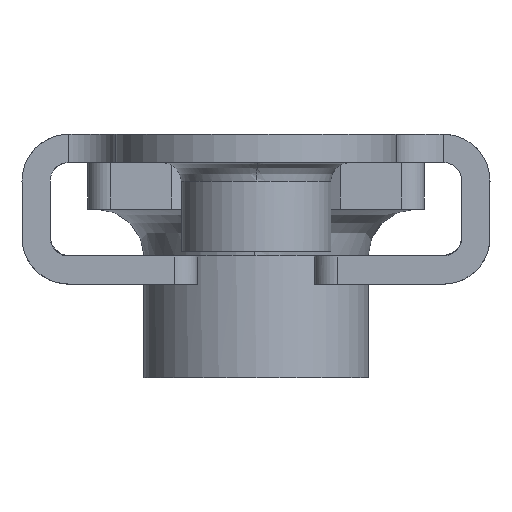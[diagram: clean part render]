
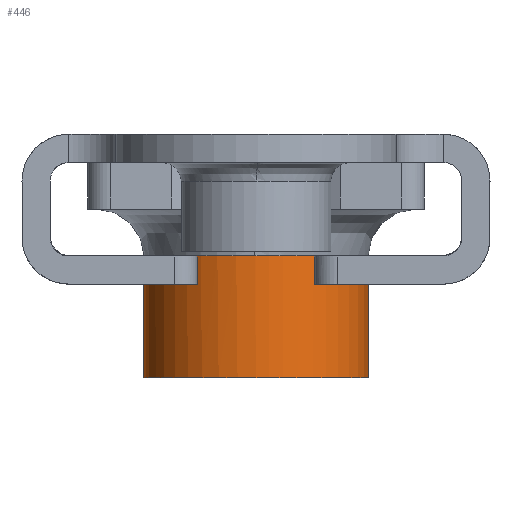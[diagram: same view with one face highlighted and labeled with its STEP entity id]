
A CAD part, left-side view. The second image highlights one B-rep face of the part: STEP entity #446.
In plain terms, the highlighted free-form (B-spline) face has degree [2, 1] with [5, 2] control points.
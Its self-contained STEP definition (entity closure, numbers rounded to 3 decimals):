
#10=CARTESIAN_POINT('',(-2.4,0.,-5.2));
#11=VERTEX_POINT('',#10);
#12=CARTESIAN_POINT('',(-0.147,2.396,-5.2));
#13=VERTEX_POINT('',#12);
#14=CARTESIAN_POINT('',(-2.4,0.,-5.2));
#15=CARTESIAN_POINT('',(-2.4,2.258,-5.2));
#16=CARTESIAN_POINT('',(-0.147,2.396,-5.2));
#24=(BOUNDED_CURVE()B_SPLINE_CURVE(2,(#14,#15,#16),.UNSPECIFIED.,.F.,.U.)B_SPLINE_CURVE_WITH_KNOTS((3,3),(0.0,0.239),.UNSPECIFIED.)CURVE()GEOMETRIC_REPRESENTATION_ITEM()RATIONAL_B_SPLINE_CURVE((1.0,0.72,0.976))REPRESENTATION_ITEM(''));
#25=EDGE_CURVE('',#11,#13,#24,.T.);
#44=CARTESIAN_POINT('',(0.147,-2.396,-5.2));
#45=VERTEX_POINT('',#44);
#59=CARTESIAN_POINT('',(0.147,-2.396,-5.2));
#60=CARTESIAN_POINT('',(0.073,-2.4,-5.2));
#61=CARTESIAN_POINT('',(0.,-2.4,-5.2));
#62=CARTESIAN_POINT('',(-2.4,-2.4,-5.2));
#63=CARTESIAN_POINT('',(-2.4,0.,-5.2));
#71=(BOUNDED_CURVE()B_SPLINE_CURVE(2,(#59,#60,#61,#62,#63),.UNSPECIFIED.,.F.,.U.)B_SPLINE_CURVE_WITH_KNOTS((3,2,3),(0.739,0.75,1.0),.UNSPECIFIED.)CURVE()GEOMETRIC_REPRESENTATION_ITEM()RATIONAL_B_SPLINE_CURVE((0.976,0.988,1.0,0.707,1.0))REPRESENTATION_ITEM(''));
#72=EDGE_CURVE('',#45,#11,#71,.T.);
#313=CARTESIAN_POINT('',(-0.147,2.396,-2.6));
#314=VERTEX_POINT('',#313);
#347=CARTESIAN_POINT('',(0.147,-2.396,-2.6));
#348=VERTEX_POINT('',#347);
#362=CARTESIAN_POINT('',(0.147,-2.396,-2.6));
#363=CARTESIAN_POINT('',(0.147,-2.396,-5.2));
#364=QUASI_UNIFORM_CURVE('',1,(#362,#363),.UNSPECIFIED.,.F.,.U.);
#365=EDGE_CURVE('',#348,#45,#364,.T.);
#369=CARTESIAN_POINT('',(-0.147,2.396,-2.6));
#370=CARTESIAN_POINT('',(-0.147,2.396,-5.2));
#371=QUASI_UNIFORM_CURVE('',1,(#369,#370),.UNSPECIFIED.,.F.,.U.);
#372=EDGE_CURVE('',#314,#13,#371,.T.);
#377=CARTESIAN_POINT('',(0.147,-2.396,-2.535));
#378=CARTESIAN_POINT('',(-2.249,-2.542,-2.535));
#379=CARTESIAN_POINT('',(-2.396,-0.147,-2.535));
#380=CARTESIAN_POINT('',(-2.542,2.249,-2.535));
#381=CARTESIAN_POINT('',(-0.147,2.396,-2.535));
#382=CARTESIAN_POINT('',(0.147,-2.396,-5.267));
#383=CARTESIAN_POINT('',(-2.249,-2.542,-5.267));
#384=CARTESIAN_POINT('',(-2.396,-0.147,-5.267));
#385=CARTESIAN_POINT('',(-2.542,2.249,-5.267));
#386=CARTESIAN_POINT('',(-0.147,2.396,-5.267));
#394=(BOUNDED_SURFACE()B_SPLINE_SURFACE(2,1,((#377,#382),(#378,#383),(#379,#384),(#380,#385),(#381,#386)),.UNSPECIFIED.,.F.,.F.,.U.)B_SPLINE_SURFACE_WITH_KNOTS((3,2,3),(2,2),(0.0,3.976,7.953),(0.0,2.732),.UNSPECIFIED.)GEOMETRIC_REPRESENTATION_ITEM()RATIONAL_B_SPLINE_SURFACE(((1.0,1.0),(0.707,0.707),(1.0,1.0),(0.707,0.707),(1.0,1.0)))REPRESENTATION_ITEM('')SURFACE());
#395=CARTESIAN_POINT('',(-2.4,0.03,-2.6));
#396=VERTEX_POINT('',#395);
#397=CARTESIAN_POINT('',(-2.4,0.03,-2.6));
#398=CARTESIAN_POINT('',(-2.372,2.259,-2.6));
#399=CARTESIAN_POINT('',(-0.147,2.396,-2.6));
#407=(BOUNDED_CURVE()B_SPLINE_CURVE(2,(#397,#398,#399),.UNSPECIFIED.,.F.,.U.)B_SPLINE_CURVE_WITH_KNOTS((3,3),(0.002,0.239),.UNSPECIFIED.)CURVE()GEOMETRIC_REPRESENTATION_ITEM()RATIONAL_B_SPLINE_CURVE((0.995,0.722,0.976))REPRESENTATION_ITEM(''));
#408=EDGE_CURVE('',#396,#314,#407,.T.);
#409=ORIENTED_EDGE('',*,*,#408,.T.);
#410=ORIENTED_EDGE('',*,*,#372,.T.);
#411=ORIENTED_EDGE('',*,*,#25,.F.);
#412=ORIENTED_EDGE('',*,*,#72,.F.);
#413=ORIENTED_EDGE('',*,*,#365,.F.);
#414=CARTESIAN_POINT('',(-2.4,0.,-2.6));
#415=VERTEX_POINT('',#414);
#416=CARTESIAN_POINT('',(0.147,-2.396,-2.6));
#417=CARTESIAN_POINT('',(0.073,-2.4,-2.6));
#418=CARTESIAN_POINT('',(0.,-2.4,-2.6));
#419=CARTESIAN_POINT('',(-2.4,-2.4,-2.6));
#420=CARTESIAN_POINT('',(-2.4,0.,-2.6));
#428=(BOUNDED_CURVE()B_SPLINE_CURVE(2,(#416,#417,#418,#419,#420),.UNSPECIFIED.,.F.,.U.)B_SPLINE_CURVE_WITH_KNOTS((3,2,3),(0.739,0.75,1.0),.UNSPECIFIED.)CURVE()GEOMETRIC_REPRESENTATION_ITEM()RATIONAL_B_SPLINE_CURVE((0.976,0.988,1.0,0.707,1.0))REPRESENTATION_ITEM(''));
#429=EDGE_CURVE('',#348,#415,#428,.T.);
#430=ORIENTED_EDGE('',*,*,#429,.T.);
#431=CARTESIAN_POINT('',(-2.4,0.,-2.6));
#432=CARTESIAN_POINT('',(-2.4,0.015,-2.6));
#433=CARTESIAN_POINT('',(-2.4,0.03,-2.6));
#441=(BOUNDED_CURVE()B_SPLINE_CURVE(2,(#431,#432,#433),.UNSPECIFIED.,.F.,.U.)B_SPLINE_CURVE_WITH_KNOTS((3,3),(0.0,0.002),.UNSPECIFIED.)CURVE()GEOMETRIC_REPRESENTATION_ITEM()RATIONAL_B_SPLINE_CURVE((1.0,0.997,0.995))REPRESENTATION_ITEM(''));
#442=EDGE_CURVE('',#415,#396,#441,.T.);
#443=ORIENTED_EDGE('',*,*,#442,.T.);
#444=EDGE_LOOP('',(#409,#410,#411,#412,#413,#430,#443));
#445=FACE_OUTER_BOUND('',#444,.T.);
#446=ADVANCED_FACE('',(#445),#394,.T.);
